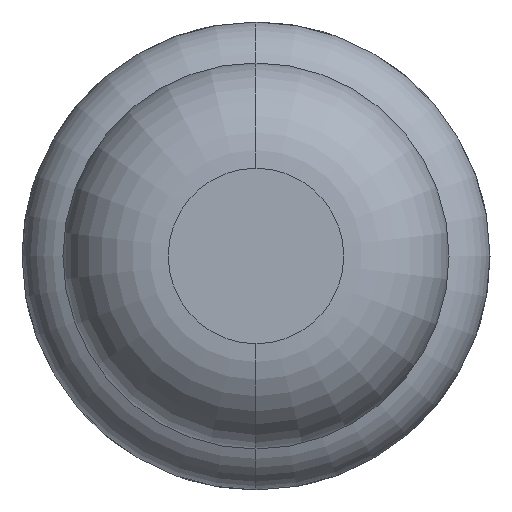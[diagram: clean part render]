
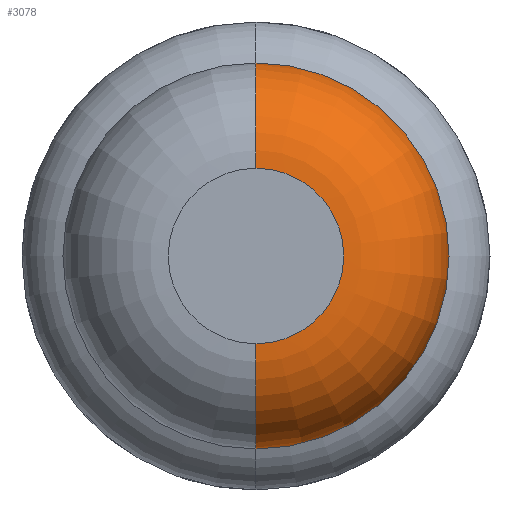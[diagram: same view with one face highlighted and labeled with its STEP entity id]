
A CAD part, front view. The second image highlights one B-rep face of the part: STEP entity #3078.
In plain terms, the highlighted toroidal (fillet/blend) face has major radius 0.375 mm and minor radius 0.45 mm.
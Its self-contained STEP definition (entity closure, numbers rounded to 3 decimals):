
#22 = CARTESIAN_POINT ( 'NONE',  ( 0., -27.4, 0.375 ) ) ;
#125 = EDGE_CURVE ( 'NONE', #4376, #3766, #3010, .T. ) ;
#147 = CIRCLE ( 'NONE', #3219, 0.45 ) ;
#165 = EDGE_CURVE ( 'NONE', #3064, #2388, #147, .T. ) ;
#211 = EDGE_LOOP ( 'NONE', ( #753, #1577, #1321, #1169 ) ) ;
#239 = DIRECTION ( 'NONE',  ( 0., 0., -1. ) ) ;
#363 = CARTESIAN_POINT ( 'NONE',  ( 0., -26.95, 0. ) ) ;
#529 = AXIS2_PLACEMENT_3D ( 'NONE', #4768, #2525, #239 ) ;
#561 = CARTESIAN_POINT ( 'NONE',  ( 0., -27.4, 0. ) ) ;
#734 = CARTESIAN_POINT ( 'NONE',  ( 0., -26.95, 0.825 ) ) ;
#753 = ORIENTED_EDGE ( 'NONE', *, *, #4471, .T. ) ;
#882 = AXIS2_PLACEMENT_3D ( 'NONE', #561, #1374, #4703 ) ;
#1162 = DIRECTION ( 'NONE',  ( 0., 0., 1. ) ) ;
#1169 = ORIENTED_EDGE ( 'NONE', *, *, #165, .F. ) ;
#1212 = DIRECTION ( 'NONE',  ( 0., 0., 1. ) ) ;
#1321 = ORIENTED_EDGE ( 'NONE', *, *, #1889, .F. ) ;
#1374 = DIRECTION ( 'NONE',  ( 0., 1., 0. ) ) ;
#1577 = ORIENTED_EDGE ( 'NONE', *, *, #125, .T. ) ;
#1889 = EDGE_CURVE ( 'Defeature ausgef�hrt1_6+Defeature ausgef�hrt1_5+Defeature ausgef�hrt1_5+Defeature ausgef�hrt1_5', #2388, #3766, #3386, .T. ) ;
#2033 = AXIS2_PLACEMENT_3D ( 'NONE', #3091, #3448, #1162 ) ;
#2388 = VERTEX_POINT ( 'NONE', #734 ) ;
#2525 = DIRECTION ( 'NONE',  ( 1., 0., 0. ) ) ;
#3010 = CIRCLE ( 'NONE', #529, 0.45 ) ;
#3064 = VERTEX_POINT ( 'NONE', #22 ) ;
#3078 = ADVANCED_FACE ( 'Defeature ausgef�hrt1_5', ( #4100 ), #4283, .T. ) ;
#3091 = CARTESIAN_POINT ( 'NONE',  ( 0., -26.95, 0. ) ) ;
#3114 = DIRECTION ( 'NONE',  ( 0., 0., 1. ) ) ;
#3135 = CARTESIAN_POINT ( 'NONE',  ( 0., -26.95, -0.825 ) ) ;
#3141 = CARTESIAN_POINT ( 'NONE',  ( 0., -27.4, -0.375 ) ) ;
#3219 = AXIS2_PLACEMENT_3D ( 'NONE', #4585, #3862, #3114 ) ;
#3361 = CIRCLE ( 'NONE', #882, 0.375 ) ;
#3386 = CIRCLE ( 'NONE', #2033, 0.825 ) ;
#3396 = DIRECTION ( 'NONE',  ( 0., 1., 0. ) ) ;
#3448 = DIRECTION ( 'NONE',  ( 0., 1., 0. ) ) ;
#3657 = AXIS2_PLACEMENT_3D ( 'NONE', #363, #3396, #1212 ) ;
#3766 = VERTEX_POINT ( 'NONE', #3135 ) ;
#3862 = DIRECTION ( 'NONE',  ( -1., 0., 0. ) ) ;
#4100 = FACE_OUTER_BOUND ( 'NONE', #211, .T. ) ;
#4283 = TOROIDAL_SURFACE ( 'NONE', #3657, 0.375, 0.45 ) ;
#4376 = VERTEX_POINT ( 'NONE', #3141 ) ;
#4471 = EDGE_CURVE ( 'Defeature ausgef�hrt1_5+Defeature ausgef�hrt1_4+Defeature ausgef�hrt1_4+Defeature ausgef�hrt1_4', #3064, #4376, #3361, .T. ) ;
#4585 = CARTESIAN_POINT ( 'NONE',  ( 0., -26.95, 0.375 ) ) ;
#4703 = DIRECTION ( 'NONE',  ( 0., 0., 1. ) ) ;
#4768 = CARTESIAN_POINT ( 'NONE',  ( 0., -26.95, -0.375 ) ) ;
